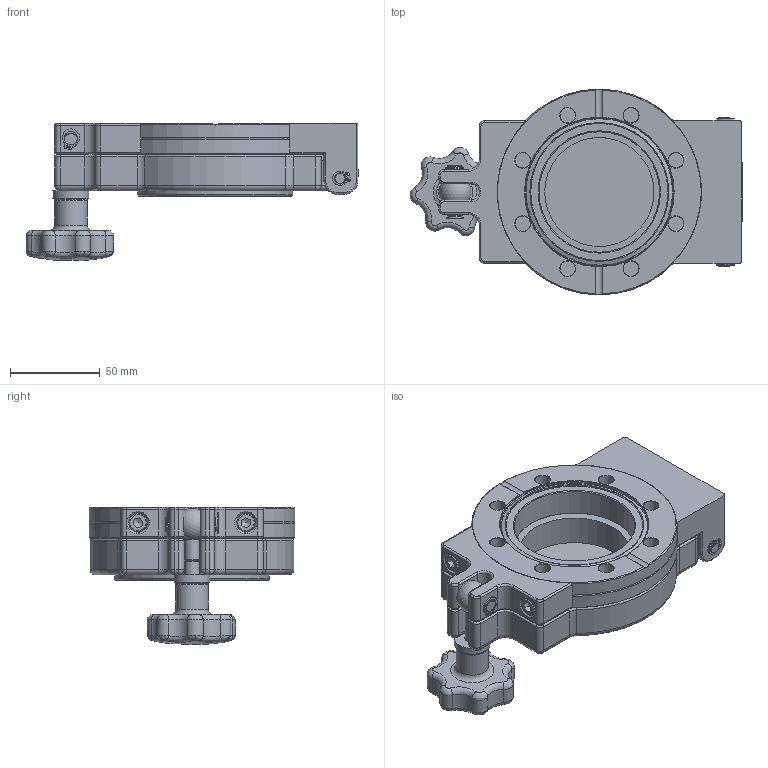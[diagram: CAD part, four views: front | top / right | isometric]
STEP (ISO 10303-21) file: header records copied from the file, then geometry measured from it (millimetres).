
FILE_DESCRIPTION(/* description */ (''),/* implementation_level */ '2;1');
FILE_NAME(/* name */ 'QAD63VP simplified.stp',/* time_stamp */ '2023-03-27T16:25:50+01:00',/* author */ ('NCollins'),/* organization */ (''),/* preprocessor_version */ 'ST-DEVELOPER v19.2',/* originating_system */ 'Autodesk Inventor 2023',/* authorisation */ '');
FILE_SCHEMA (('AUTOMOTIVE_DESIGN { 1 0 10303 214 3 1 1 }'));
Length unit declared in the file: inch
Products named in the file (1): SK10518-CF63 simplified
Bounding box: 184.49 x 114.3 x 76.22 mm (x, y, z)
Volume: 422065.2 mm3; surface area: 100586.2 mm2
Topology: 1 solids, 26 shells, 739 faces, 1781 edges, 1110 vertices
Faces by surface type: cylinder 266, plane 253, torus 93, cone 87, bspline 30, sphere 10
Full cylindrical faces by diameter (mm): 1.2 x4, 2.459 x8, 3 x8, 3.242 x2, 3.5 x8, 4.917 x4, 5.7 x2, 6 x8, 6.6 x4, 6.647 x1, 7.6 x2, 8 x8, 8.2 x1, 8.4 x8, 8.5 x1, 10 x4, 10.5 x2, 13.5 x8, 14 x2, 18 x2, 20 x1, 58.5 x1, 60.7 x1, 63.7 x2, 67 x1, 68.3 x1, 68.7 x2, 69.6 x1, 82.5 x1, 86 x1
Entity records: 24763 total; most frequent: CARTESIAN_POINT 6690, DIRECTION 3844, ORIENTED_EDGE 3492, EDGE_CURVE 1746, AXIS2_PLACEMENT_3D 1579, VERTEX_POINT 1110, CIRCLE 867, EDGE_LOOP 852
